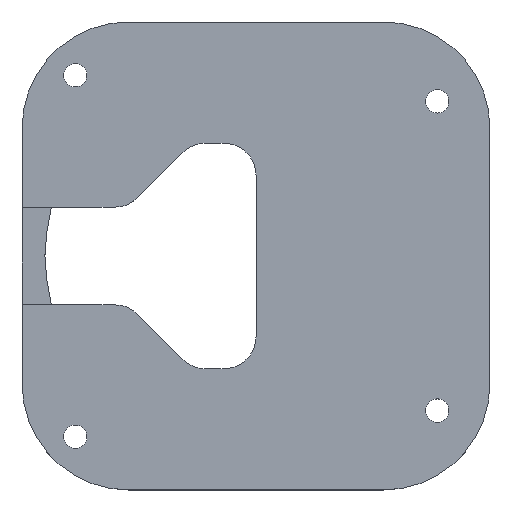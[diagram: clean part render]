
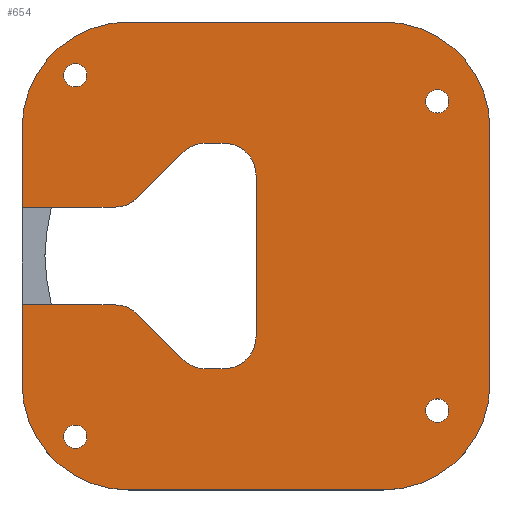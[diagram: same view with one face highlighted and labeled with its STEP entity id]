
A CAD part, top view. The second image highlights one B-rep face of the part: STEP entity #654.
In plain terms, the highlighted planar face has unit normal (0, 0, 1).
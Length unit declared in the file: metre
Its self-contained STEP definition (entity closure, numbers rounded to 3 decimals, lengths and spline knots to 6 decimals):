
#18=CIRCLE('',#697,0.0011);
#20=CIRCLE('',#700,0.0011);
#22=CIRCLE('',#703,0.0011);
#24=CIRCLE('',#706,0.0011);
#26=CIRCLE('',#710,0.003);
#27=CIRCLE('',#711,0.003);
#28=CIRCLE('',#712,0.003);
#29=CIRCLE('',#713,0.003);
#30=CIRCLE('',#714,0.003);
#31=CIRCLE('',#715,0.003);
#32=CIRCLE('',#716,0.01);
#33=CIRCLE('',#717,0.01);
#34=CIRCLE('',#718,0.01);
#35=CIRCLE('',#719,0.01);
#124=ORIENTED_EDGE('',*,*,#302,.F.);
#125=ORIENTED_EDGE('',*,*,#300,.F.);
#126=ORIENTED_EDGE('',*,*,#298,.F.);
#127=ORIENTED_EDGE('',*,*,#296,.F.);
#128=ORIENTED_EDGE('',*,*,#252,.T.);
#129=ORIENTED_EDGE('',*,*,#308,.T.);
#130=ORIENTED_EDGE('',*,*,#253,.F.);
#131=ORIENTED_EDGE('',*,*,#309,.T.);
#132=ORIENTED_EDGE('',*,*,#257,.F.);
#133=ORIENTED_EDGE('',*,*,#310,.T.);
#134=ORIENTED_EDGE('',*,*,#263,.F.);
#135=ORIENTED_EDGE('',*,*,#311,.T.);
#136=ORIENTED_EDGE('',*,*,#267,.T.);
#137=ORIENTED_EDGE('',*,*,#312,.T.);
#138=ORIENTED_EDGE('',*,*,#271,.T.);
#139=ORIENTED_EDGE('',*,*,#313,.T.);
#140=ORIENTED_EDGE('',*,*,#273,.T.);
#141=ORIENTED_EDGE('',*,*,#279,.T.);
#142=ORIENTED_EDGE('',*,*,#314,.F.);
#143=ORIENTED_EDGE('',*,*,#282,.F.);
#144=ORIENTED_EDGE('',*,*,#315,.T.);
#145=ORIENTED_EDGE('',*,*,#290,.F.);
#146=ORIENTED_EDGE('',*,*,#316,.T.);
#147=ORIENTED_EDGE('',*,*,#294,.T.);
#148=ORIENTED_EDGE('',*,*,#317,.T.);
#149=ORIENTED_EDGE('',*,*,#304,.T.);
#150=ORIENTED_EDGE('',*,*,#318,.T.);
#151=ORIENTED_EDGE('',*,*,#286,.F.);
#152=ORIENTED_EDGE('',*,*,#319,.T.);
#153=ORIENTED_EDGE('',*,*,#248,.T.);
#248=EDGE_CURVE('',#342,#341,#405,.T.);
#252=EDGE_CURVE('',#341,#344,#409,.T.);
#253=EDGE_CURVE('',#345,#346,#410,.T.);
#257=EDGE_CURVE('',#349,#350,#414,.T.);
#263=EDGE_CURVE('',#355,#356,#420,.T.);
#267=EDGE_CURVE('',#360,#359,#424,.T.);
#271=EDGE_CURVE('',#364,#363,#428,.T.);
#273=EDGE_CURVE('',#365,#366,#430,.T.);
#279=EDGE_CURVE('',#366,#370,#436,.T.);
#282=EDGE_CURVE('',#373,#374,#439,.T.);
#286=EDGE_CURVE('',#377,#378,#443,.T.);
#290=EDGE_CURVE('',#381,#382,#447,.T.);
#294=EDGE_CURVE('',#386,#385,#451,.T.);
#296=EDGE_CURVE('',#387,#387,#18,.T.);
#298=EDGE_CURVE('',#389,#389,#20,.T.);
#300=EDGE_CURVE('',#391,#391,#22,.T.);
#302=EDGE_CURVE('',#393,#393,#24,.T.);
#304=EDGE_CURVE('',#395,#396,#453,.T.);
#308=EDGE_CURVE('',#344,#346,#26,.T.);
#309=EDGE_CURVE('',#345,#350,#27,.F.);
#310=EDGE_CURVE('',#349,#356,#28,.F.);
#311=EDGE_CURVE('',#355,#360,#29,.F.);
#312=EDGE_CURVE('',#359,#364,#30,.F.);
#313=EDGE_CURVE('',#363,#365,#31,.T.);
#314=EDGE_CURVE('',#374,#370,#457,.T.);
#315=EDGE_CURVE('',#373,#382,#32,.T.);
#316=EDGE_CURVE('',#381,#386,#33,.T.);
#317=EDGE_CURVE('',#385,#395,#34,.T.);
#318=EDGE_CURVE('',#396,#378,#35,.T.);
#319=EDGE_CURVE('',#377,#342,#458,.T.);
#341=VERTEX_POINT('',#933);
#342=VERTEX_POINT('',#935);
#344=VERTEX_POINT('',#941);
#345=VERTEX_POINT('',#945);
#346=VERTEX_POINT('',#946);
#349=VERTEX_POINT('',#954);
#350=VERTEX_POINT('',#955);
#355=VERTEX_POINT('',#966);
#356=VERTEX_POINT('',#968);
#359=VERTEX_POINT('',#975);
#360=VERTEX_POINT('',#977);
#363=VERTEX_POINT('',#984);
#364=VERTEX_POINT('',#986);
#365=VERTEX_POINT('',#990);
#366=VERTEX_POINT('',#991);
#370=VERTEX_POINT('',#1001);
#373=VERTEX_POINT('',#1008);
#374=VERTEX_POINT('',#1010);
#377=VERTEX_POINT('',#1016);
#378=VERTEX_POINT('',#1018);
#381=VERTEX_POINT('',#1025);
#382=VERTEX_POINT('',#1027);
#385=VERTEX_POINT('',#1034);
#386=VERTEX_POINT('',#1036);
#387=VERTEX_POINT('',#1040);
#389=VERTEX_POINT('',#1045);
#391=VERTEX_POINT('',#1050);
#393=VERTEX_POINT('',#1055);
#395=VERTEX_POINT('',#1060);
#396=VERTEX_POINT('',#1061);
#405=LINE('',#934,#466);
#409=LINE('',#942,#470);
#410=LINE('',#944,#471);
#414=LINE('',#953,#475);
#420=LINE('',#967,#481);
#424=LINE('',#976,#485);
#428=LINE('',#985,#489);
#430=LINE('',#989,#491);
#436=LINE('',#1002,#497);
#439=LINE('',#1009,#500);
#443=LINE('',#1017,#504);
#447=LINE('',#1026,#508);
#451=LINE('',#1035,#512);
#453=LINE('',#1059,#514);
#457=LINE('',#1074,#518);
#458=LINE('',#1079,#519);
#466=VECTOR('',#750,1.);
#470=VECTOR('',#756,1.);
#471=VECTOR('',#759,1.);
#475=VECTOR('',#765,1.);
#481=VECTOR('',#773,1.);
#485=VECTOR('',#779,1.);
#489=VECTOR('',#785,1.);
#491=VECTOR('',#789,1.);
#497=VECTOR('',#797,1.);
#500=VECTOR('',#802,1.);
#504=VECTOR('',#806,1.);
#508=VECTOR('',#812,1.);
#512=VECTOR('',#818,1.);
#514=VECTOR('',#846,1.);
#518=VECTOR('',#864,1.);
#519=VECTOR('',#873,1.);
#546=EDGE_LOOP('',(#124));
#547=EDGE_LOOP('',(#125));
#548=EDGE_LOOP('',(#126));
#549=EDGE_LOOP('',(#127));
#550=EDGE_LOOP('',(#128,#129,#130,#131,#132,#133,#134,#135,#136,#137,#138,
#139,#140,#141,#142,#143,#144,#145,#146,#147,#148,#149,#150,#151,#152,#153));
#593=FACE_BOUND('',#546,.T.);
#594=FACE_BOUND('',#547,.T.);
#595=FACE_BOUND('',#548,.T.);
#596=FACE_BOUND('',#549,.T.);
#597=FACE_BOUND('',#550,.T.);
#632=PLANE('',#709);
#654=ADVANCED_FACE('',(#593,#594,#595,#596,#597),#632,.T.);
#697=AXIS2_PLACEMENT_3D('',#1039,#822,#823);
#700=AXIS2_PLACEMENT_3D('',#1044,#828,#829);
#703=AXIS2_PLACEMENT_3D('',#1049,#834,#835);
#706=AXIS2_PLACEMENT_3D('',#1054,#840,#841);
#709=AXIS2_PLACEMENT_3D('',#1067,#850,#851);
#710=AXIS2_PLACEMENT_3D('',#1068,#852,#853);
#711=AXIS2_PLACEMENT_3D('',#1069,#854,#855);
#712=AXIS2_PLACEMENT_3D('',#1070,#856,#857);
#713=AXIS2_PLACEMENT_3D('',#1071,#858,#859);
#714=AXIS2_PLACEMENT_3D('',#1072,#860,#861);
#715=AXIS2_PLACEMENT_3D('',#1073,#862,#863);
#716=AXIS2_PLACEMENT_3D('',#1075,#865,#866);
#717=AXIS2_PLACEMENT_3D('',#1076,#867,#868);
#718=AXIS2_PLACEMENT_3D('',#1077,#869,#870);
#719=AXIS2_PLACEMENT_3D('',#1078,#871,#872);
#750=DIRECTION('',(0.,1.,0.));
#756=DIRECTION('',(1.,0.,0.));
#759=DIRECTION('',(-0.707,-0.707,0.));
#765=DIRECTION('',(-1.,0.,0.));
#773=DIRECTION('',(0.,1.,0.));
#779=DIRECTION('',(-1.,0.,0.));
#785=DIRECTION('',(-0.707,0.707,0.));
#789=DIRECTION('',(-1.,0.,0.));
#797=DIRECTION('',(0.,1.,0.));
#802=DIRECTION('',(0.,1.,0.));
#806=DIRECTION('',(0.,1.,0.));
#812=DIRECTION('',(-1.,0.,0.));
#818=DIRECTION('',(0.,1.,0.));
#822=DIRECTION('',(0.,0.,1.));
#823=DIRECTION('',(1.,0.,0.));
#828=DIRECTION('',(0.,0.,1.));
#829=DIRECTION('',(1.,0.,0.));
#834=DIRECTION('',(0.,0.,1.));
#835=DIRECTION('',(1.,0.,0.));
#840=DIRECTION('',(0.,0.,1.));
#841=DIRECTION('',(1.,0.,0.));
#846=DIRECTION('',(-1.,0.,0.));
#850=DIRECTION('',(0.,0.,1.));
#851=DIRECTION('',(1.,0.,0.));
#852=DIRECTION('',(0.,0.,1.));
#853=DIRECTION('',(1.,0.,0.));
#854=DIRECTION('',(0.,0.,1.));
#855=DIRECTION('',(1.,0.,0.));
#856=DIRECTION('',(0.,0.,1.));
#857=DIRECTION('',(1.,0.,0.));
#858=DIRECTION('',(0.,0.,1.));
#859=DIRECTION('',(1.,0.,0.));
#860=DIRECTION('',(0.,0.,1.));
#861=DIRECTION('',(1.,0.,0.));
#862=DIRECTION('',(0.,0.,1.));
#863=DIRECTION('',(1.,0.,0.));
#864=DIRECTION('',(1.,0.,0.));
#865=DIRECTION('',(0.,0.,1.));
#866=DIRECTION('',(1.,0.,0.));
#867=DIRECTION('',(0.,0.,1.));
#868=DIRECTION('',(1.,0.,0.));
#869=DIRECTION('',(0.,0.,1.));
#870=DIRECTION('',(1.,0.,0.));
#871=DIRECTION('',(0.,0.,1.));
#872=DIRECTION('',(1.,0.,0.));
#873=DIRECTION('',(1.,0.,0.));
#933=CARTESIAN_POINT('',(-0.019243,0.0046,0.002));
#934=CARTESIAN_POINT('',(-0.019243,0.004575,0.002));
#935=CARTESIAN_POINT('',(-0.019243,0.00455,0.002));
#941=CARTESIAN_POINT('',(-0.013243,0.0046,0.002));
#942=CARTESIAN_POINT('',(-0.015622,0.0046,0.002));
#944=CARTESIAN_POINT('',(-0.009,0.0076,0.002));
#945=CARTESIAN_POINT('',(-0.006879,0.009721,0.002));
#946=CARTESIAN_POINT('',(-0.011121,0.005479,0.002));
#953=CARTESIAN_POINT('',(-0.003,0.0106,0.002));
#954=CARTESIAN_POINT('',(-0.003,0.0106,0.002));
#955=CARTESIAN_POINT('',(-0.004757,0.0106,0.002));
#966=CARTESIAN_POINT('',(0.,-0.0076,0.002));
#967=CARTESIAN_POINT('',(0.,0.0076,0.002));
#968=CARTESIAN_POINT('',(0.,0.0076,0.002));
#975=CARTESIAN_POINT('',(-0.004757,-0.0106,0.002));
#976=CARTESIAN_POINT('',(-0.003,-0.0106,0.002));
#977=CARTESIAN_POINT('',(-0.003,-0.0106,0.002));
#984=CARTESIAN_POINT('',(-0.011121,-0.005479,0.002));
#985=CARTESIAN_POINT('',(-0.009,-0.0076,0.002));
#986=CARTESIAN_POINT('',(-0.006879,-0.009721,0.002));
#989=CARTESIAN_POINT('',(-0.015622,-0.0046,0.002));
#990=CARTESIAN_POINT('',(-0.013243,-0.0046,0.002));
#991=CARTESIAN_POINT('',(-0.019243,-0.0046,0.002));
#1001=CARTESIAN_POINT('',(-0.019243,-0.00455,0.002));
#1002=CARTESIAN_POINT('',(-0.019243,-0.004575,0.002));
#1008=CARTESIAN_POINT('',(-0.022,-0.012,0.002));
#1009=CARTESIAN_POINT('',(-0.022,-0.013275,0.002));
#1010=CARTESIAN_POINT('',(-0.022,-0.00455,0.002));
#1016=CARTESIAN_POINT('',(-0.022,0.00455,0.002));
#1017=CARTESIAN_POINT('',(-0.022,0.007011,0.002));
#1018=CARTESIAN_POINT('',(-0.022,0.012,0.002));
#1025=CARTESIAN_POINT('',(0.012,-0.022,0.002));
#1026=CARTESIAN_POINT('',(0.,-0.022,0.002));
#1027=CARTESIAN_POINT('',(-0.012,-0.022,0.002));
#1034=CARTESIAN_POINT('',(0.022,0.012,0.002));
#1035=CARTESIAN_POINT('',(0.022,-0.011,0.002));
#1036=CARTESIAN_POINT('',(0.022,-0.012,0.002));
#1039=CARTESIAN_POINT('',(-0.017,0.017,0.002));
#1040=CARTESIAN_POINT('',(-0.0159,0.017,0.002));
#1044=CARTESIAN_POINT('',(-0.017,-0.017,0.002));
#1045=CARTESIAN_POINT('',(-0.0159,-0.017,0.002));
#1049=CARTESIAN_POINT('',(0.017038,-0.014538,0.002));
#1050=CARTESIAN_POINT('',(0.018138,-0.014538,0.002));
#1054=CARTESIAN_POINT('',(0.017038,0.014538,0.002));
#1055=CARTESIAN_POINT('',(0.018138,0.014538,0.002));
#1059=CARTESIAN_POINT('',(0.,0.022,0.002));
#1060=CARTESIAN_POINT('',(0.012,0.022,0.002));
#1061=CARTESIAN_POINT('',(-0.012,0.022,0.002));
#1067=CARTESIAN_POINT('',(0.,0.,0.002));
#1068=CARTESIAN_POINT('',(-0.013243,0.0076,0.002));
#1069=CARTESIAN_POINT('',(-0.004757,0.0076,0.002));
#1070=CARTESIAN_POINT('',(-0.003,0.0076,0.002));
#1071=CARTESIAN_POINT('',(-0.003,-0.0076,0.002));
#1072=CARTESIAN_POINT('',(-0.004757,-0.0076,0.002));
#1073=CARTESIAN_POINT('',(-0.013243,-0.0076,0.002));
#1074=CARTESIAN_POINT('',(-0.020622,-0.00455,0.002));
#1075=CARTESIAN_POINT('',(-0.012,-0.012,0.002));
#1076=CARTESIAN_POINT('',(0.012,-0.012,0.002));
#1077=CARTESIAN_POINT('',(0.012,0.012,0.002));
#1078=CARTESIAN_POINT('',(-0.012,0.012,0.002));
#1079=CARTESIAN_POINT('',(-0.020622,0.00455,0.002));
